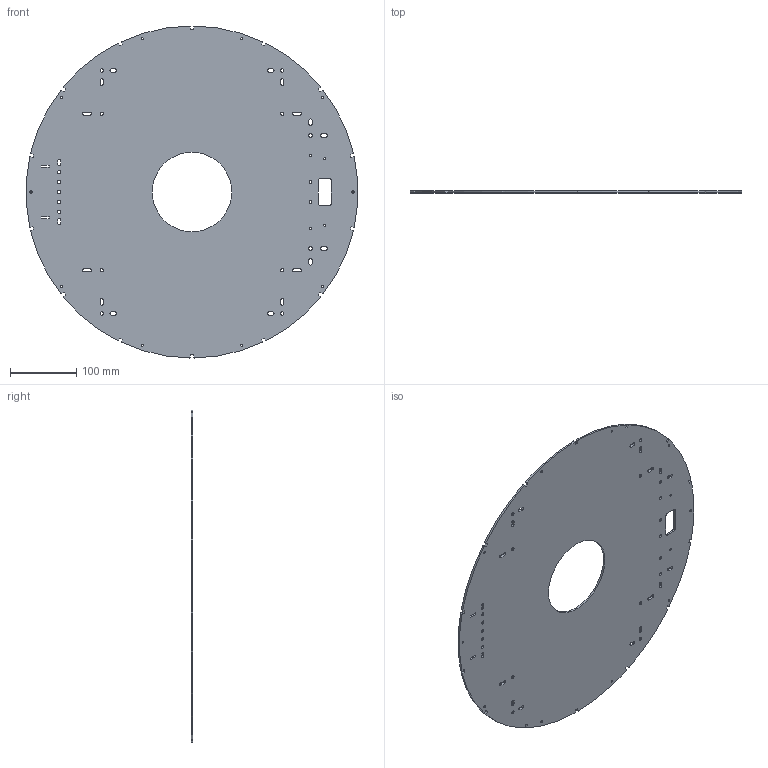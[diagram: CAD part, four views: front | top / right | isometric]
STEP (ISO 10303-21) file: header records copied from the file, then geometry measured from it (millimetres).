
FILE_DESCRIPTION (( 'STEP AP203' ), '1' );
FILE_NAME ('018_Base_TOP_SR_v03.STEP', '2022-01-03T16:58:22', ( '' ), ( '' ), 'SwSTEP 2.0', 'SolidWorks 2018', '' );
FILE_SCHEMA (( 'CONFIG_CONTROL_DESIGN' ));
Length unit declared in the file: millimetre
Products named in the file (1): 018_Base_TOP_SR_v03
Bounding box: 498.77 x 3 x 499.95 mm (x, y, z)
Volume: 547538.3 mm3; surface area: 374445.5 mm2
Topology: 1 solids, 1 shells, 288 faces, 858 edges, 572 vertices
Faces by surface type: cylinder 196, plane 92
Entity records: 10143 total; most frequent: DIRECTION 1828, CARTESIAN_POINT 1719, ORIENTED_EDGE 1716, EDGE_CURVE 858, AXIS2_PLACEMENT_3D 681, VERTEX_POINT 572, VECTOR 466, LINE 466
